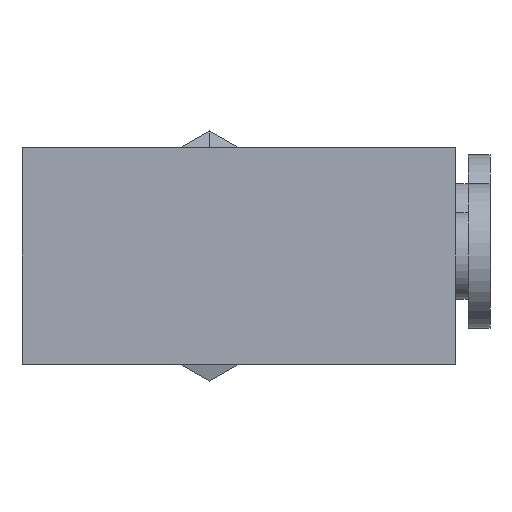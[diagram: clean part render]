
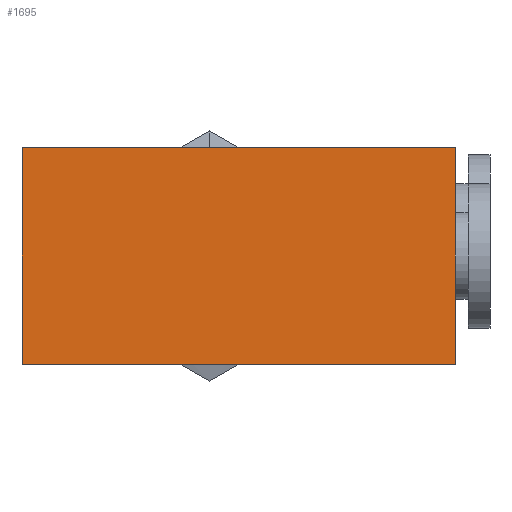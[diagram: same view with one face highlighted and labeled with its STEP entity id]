
A CAD part, front view. The second image highlights one B-rep face of the part: STEP entity #1695.
In plain terms, the highlighted planar face has unit normal (0, -1, 0).
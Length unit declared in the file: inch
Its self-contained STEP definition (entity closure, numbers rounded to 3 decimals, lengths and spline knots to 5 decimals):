
#145 = VECTOR ( 'NONE', #4151, 39.37008 ) ;
#302 = LINE ( 'NONE', #2566, #1039 ) ;
#328 = EDGE_LOOP ( 'NONE', ( #4583, #3625, #743, #1300 ) ) ;
#725 = CARTESIAN_POINT ( 'NONE',  ( -0.51181, -1.02362, -0.29528 ) ) ;
#743 = ORIENTED_EDGE ( 'NONE', *, *, #2255, .F. ) ;
#825 = CARTESIAN_POINT ( 'NONE',  ( -0.51181, -1.02362, 0.29528 ) ) ;
#863 = VERTEX_POINT ( 'NONE', #2899 ) ;
#883 = DIRECTION ( 'NONE',  ( 0., 0., 1. ) ) ;
#892 = VERTEX_POINT ( 'NONE', #725 ) ;
#1000 = EDGE_CURVE ( 'NONE', #863, #892, #302, .T. ) ;
#1039 = VECTOR ( 'NONE', #1873, 39.37008 ) ;
#1236 = EDGE_CURVE ( 'NONE', #863, #1805, #2060, .T. ) ;
#1300 = ORIENTED_EDGE ( 'NONE', *, *, #1000, .F. ) ;
#1434 = DIRECTION ( 'NONE',  ( 0., 0., 1. ) ) ;
#1636 = DIRECTION ( 'NONE',  ( 0., 1., 0. ) ) ;
#1674 = CARTESIAN_POINT ( 'NONE',  ( 0.66929, -1.02362, 0.29528 ) ) ;
#1695 = ADVANCED_FACE ( 'NONE', ( #4305 ), #2711, .F. ) ;
#1751 = EDGE_CURVE ( 'NONE', #2870, #1805, #3874, .T. ) ;
#1805 = VERTEX_POINT ( 'NONE', #2402 ) ;
#1873 = DIRECTION ( 'NONE',  ( -1., 0., 0. ) ) ;
#1935 = LINE ( 'NONE', #825, #2384 ) ;
#2060 = LINE ( 'NONE', #1674, #145 ) ;
#2255 = EDGE_CURVE ( 'NONE', #892, #2870, #1935, .T. ) ;
#2384 = VECTOR ( 'NONE', #1434, 39.37008 ) ;
#2402 = CARTESIAN_POINT ( 'NONE',  ( 0.66929, -1.02362, 0.29528 ) ) ;
#2566 = CARTESIAN_POINT ( 'NONE',  ( -0.51181, -1.02362, -0.29528 ) ) ;
#2711 = PLANE ( 'NONE',  #4340 ) ;
#2796 = CARTESIAN_POINT ( 'NONE',  ( 0., -1.02362, 0.29528 ) ) ;
#2870 = VERTEX_POINT ( 'NONE', #2998 ) ;
#2899 = CARTESIAN_POINT ( 'NONE',  ( 0.66929, -1.02362, -0.29528 ) ) ;
#2998 = CARTESIAN_POINT ( 'NONE',  ( -0.51181, -1.02362, 0.29528 ) ) ;
#3367 = CARTESIAN_POINT ( 'NONE',  ( -0.51181, -1.02362, 0.29528 ) ) ;
#3460 = DIRECTION ( 'NONE',  ( 1., 0., 0. ) ) ;
#3625 = ORIENTED_EDGE ( 'NONE', *, *, #1751, .F. ) ;
#3663 = VECTOR ( 'NONE', #3460, 39.37008 ) ;
#3874 = LINE ( 'NONE', #2796, #3663 ) ;
#4151 = DIRECTION ( 'NONE',  ( 0., 0., 1. ) ) ;
#4305 = FACE_OUTER_BOUND ( 'NONE', #328, .T. ) ;
#4340 = AXIS2_PLACEMENT_3D ( 'NONE', #3367, #1636, #883 ) ;
#4583 = ORIENTED_EDGE ( 'NONE', *, *, #1236, .T. ) ;
